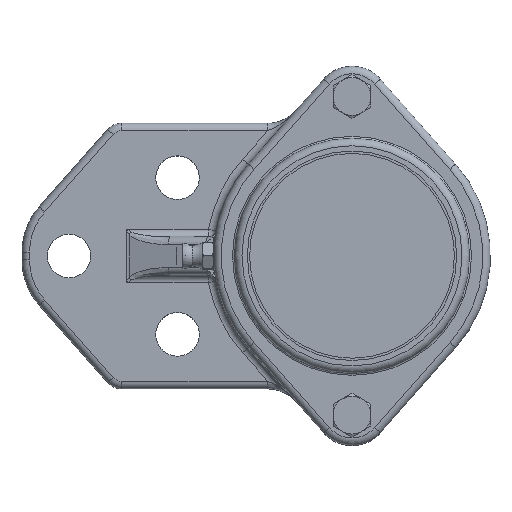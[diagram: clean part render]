
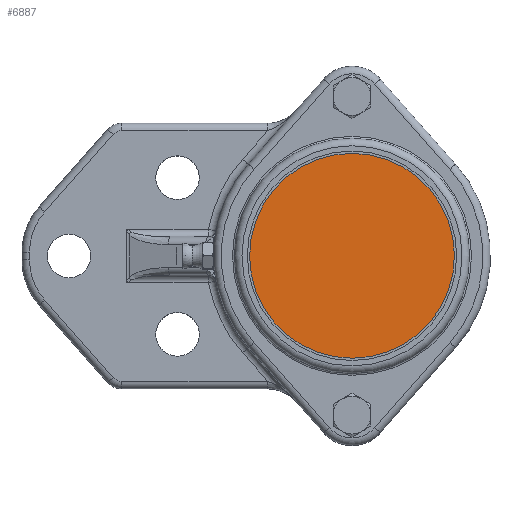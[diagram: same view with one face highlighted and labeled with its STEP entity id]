
A CAD part, top view. The second image highlights one B-rep face of the part: STEP entity #6887.
In plain terms, the highlighted planar face has unit normal (0, 0, 1).
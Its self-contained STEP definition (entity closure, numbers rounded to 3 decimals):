
#465=PLANE('',#7677);
#807=FACE_OUTER_BOUND('',#1249,.T.);
#1249=EDGE_LOOP('',(#5763));
#2452=CIRCLE('',#7676,27.);
#3116=VERTEX_POINT('',#12361);
#4032=EDGE_CURVE('',#3116,#3116,#2452,.T.);
#5763=ORIENTED_EDGE('',*,*,#4032,.F.);
#6887=ADVANCED_FACE('',(#807),#465,.F.);
#7676=AXIS2_PLACEMENT_3D('',#12363,#9525,#9526);
#7677=AXIS2_PLACEMENT_3D('',#12364,#9527,#9528);
#9525=DIRECTION('center_axis',(0.,0.,
-1.));
#9526=DIRECTION('ref_axis',(-0.868,0.496,0.));
#9527=DIRECTION('center_axis',(0.,0.,
-1.));
#9528=DIRECTION('ref_axis',(-0.868,0.496,0.));
#12361=CARTESIAN_POINT('',(23.442,-13.397,51.7));
#12363=CARTESIAN_POINT('Origin',(0.,0.,
51.7));
#12364=CARTESIAN_POINT('Origin',(0.,0.,
51.7));
